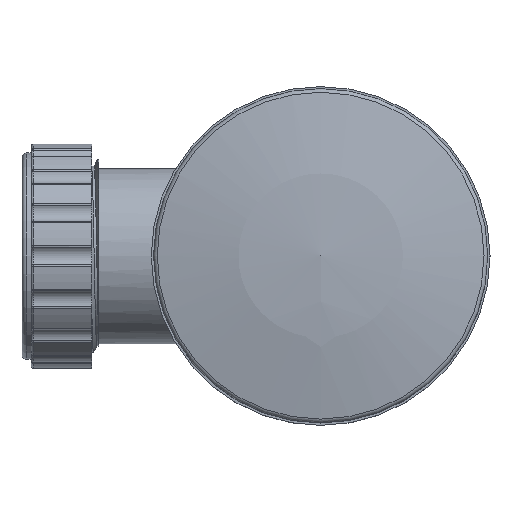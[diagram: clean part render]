
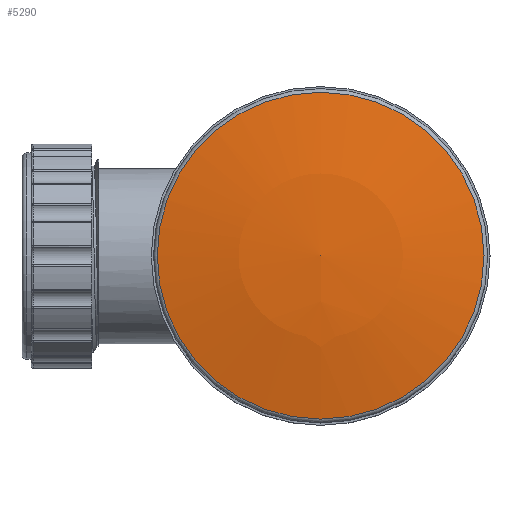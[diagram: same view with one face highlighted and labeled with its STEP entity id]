
A CAD part, top view. The second image highlights one B-rep face of the part: STEP entity #5290.
In plain terms, the highlighted spherical face has radius 165 mm.
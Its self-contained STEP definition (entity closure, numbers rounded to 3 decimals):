
#61=SPHERICAL_SURFACE('',#6104,165.);
#2240=ORIENTED_EDGE('',*,*,#3040,.F.);
#3040=EDGE_CURVE('',#3538,#3538,#3969,.T.);
#3538=VERTEX_POINT('',#14436);
#3969=CIRCLE('',#6105,35.213);
#4401=EDGE_LOOP('',(#2240));
#4847=FACE_BOUND('',#4401,.T.);
#5290=ADVANCED_FACE('',(#4847),#61,.T.);
#6104=AXIS2_PLACEMENT_3D('',#14434,#7750,#7751);
#6105=AXIS2_PLACEMENT_3D('',#14435,#7752,#7753);
#7750=DIRECTION('',(0.,0.,1.));
#7751=DIRECTION('',(0.,-1.,0.));
#7752=DIRECTION('',(0.,0.,-1.));
#7753=DIRECTION('',(0.,1.,0.));
#14434=CARTESIAN_POINT('',(2168.894,-565.951,370.521));
#14435=CARTESIAN_POINT('',(2168.894,-565.951,531.72));
#14436=CARTESIAN_POINT('',(2168.894,-530.738,531.72));
